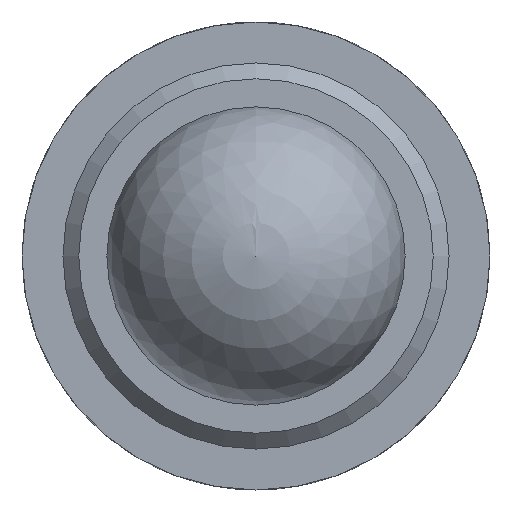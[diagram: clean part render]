
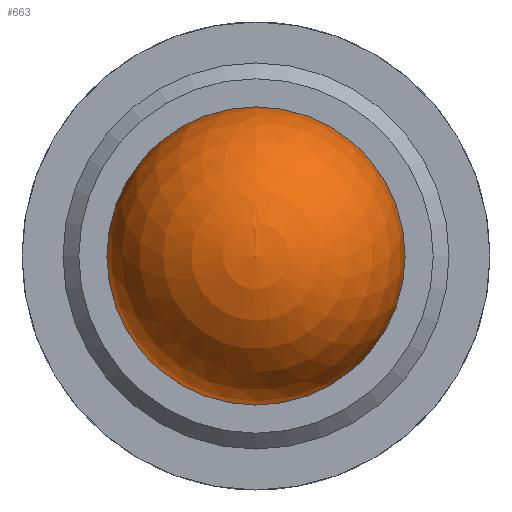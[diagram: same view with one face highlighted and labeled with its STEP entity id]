
A CAD part, front view. The second image highlights one B-rep face of the part: STEP entity #663.
In plain terms, the highlighted spherical face has radius 12.75 mm.
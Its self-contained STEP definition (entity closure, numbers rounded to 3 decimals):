
#131=FACE_OUTER_BOUND('',#172,.T.);
#172=EDGE_LOOP('',(#436,#437,#438,#439));
#226=CIRCLE('',#725,12.75);
#227=CIRCLE('',#726,12.75);
#228=CIRCLE('',#727,12.75);
#282=VERTEX_POINT('',#1050);
#283=VERTEX_POINT('',#1051);
#284=VERTEX_POINT('',#1053);
#346=EDGE_CURVE('',#282,#283,#226,.T.);
#347=EDGE_CURVE('',#283,#284,#227,.T.);
#348=EDGE_CURVE('',#283,#282,#228,.T.);
#436=ORIENTED_EDGE('',*,*,#346,.T.);
#437=ORIENTED_EDGE('',*,*,#347,.T.);
#438=ORIENTED_EDGE('',*,*,#347,.F.);
#439=ORIENTED_EDGE('',*,*,#348,.T.);
#616=SPHERICAL_SURFACE('',#724,12.75);
#663=ADVANCED_FACE('',(#131),#616,.T.);
#724=AXIS2_PLACEMENT_3D('',#1049,#822,#823);
#725=AXIS2_PLACEMENT_3D('',#1052,#824,#825);
#726=AXIS2_PLACEMENT_3D('',#1054,#826,#827);
#727=AXIS2_PLACEMENT_3D('',#1055,#828,#829);
#822=DIRECTION('center_axis',(0.,1.,0.));
#823=DIRECTION('ref_axis',(0.,0.,-1.));
#824=DIRECTION('center_axis',(0.,-1.,0.));
#825=DIRECTION('ref_axis',(1.,0.,0.));
#826=DIRECTION('center_axis',(1.,0.,0.));
#827=DIRECTION('ref_axis',(0.,0.,1.));
#828=DIRECTION('center_axis',(0.,-1.,0.));
#829=DIRECTION('ref_axis',(1.,0.,0.));
#1049=CARTESIAN_POINT('Origin',(0.,12.75,0.));
#1050=CARTESIAN_POINT('',(-12.75,12.75,0.));
#1051=CARTESIAN_POINT('',(0.,12.75,12.75));
#1052=CARTESIAN_POINT('Origin',(0.,12.75,0.));
#1053=CARTESIAN_POINT('',(0.,0.,0.));
#1054=CARTESIAN_POINT('Origin',(0.,12.75,0.));
#1055=CARTESIAN_POINT('Origin',(0.,12.75,0.));
